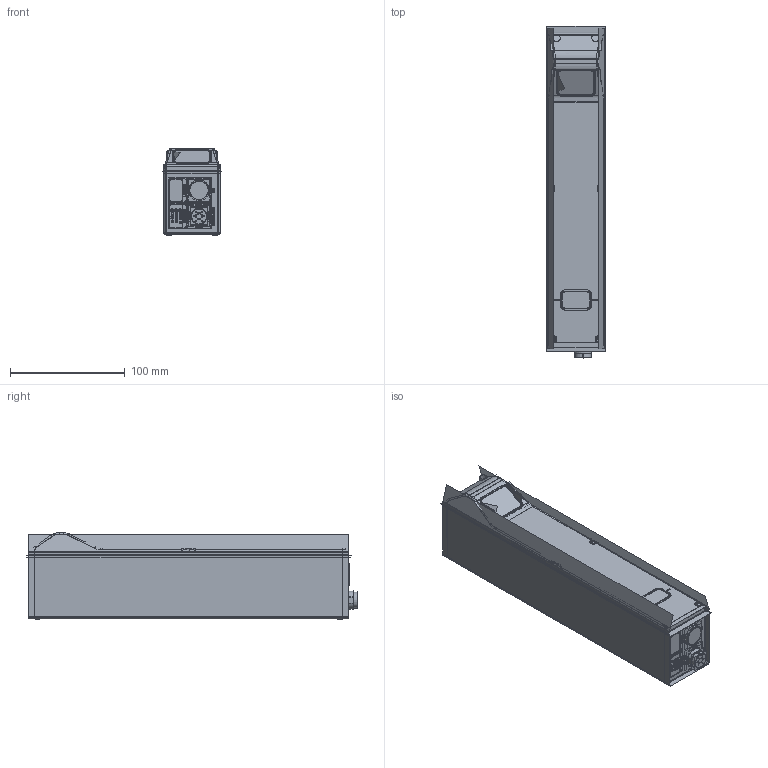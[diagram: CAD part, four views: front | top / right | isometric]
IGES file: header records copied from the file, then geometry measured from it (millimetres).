
Start section:  PTC IGES file: 213085.igs
Global section: file name: 213085.igs; native system: Creo Parametric by PTC Inc.; preprocessor: 2018300; author: pdmadmin; organization: Unknown; date: 20190911.142949; units: millimetre
Bounding box: 50.96 x 288.85 x 75.28 mm (x, y, z)
Surface area: 1470818.3 mm2
Topology: 1 solids, 1 shells, 1450 faces, 9709 edges, 13739 vertices
Faces by surface type: bspline 926, revolution 524
